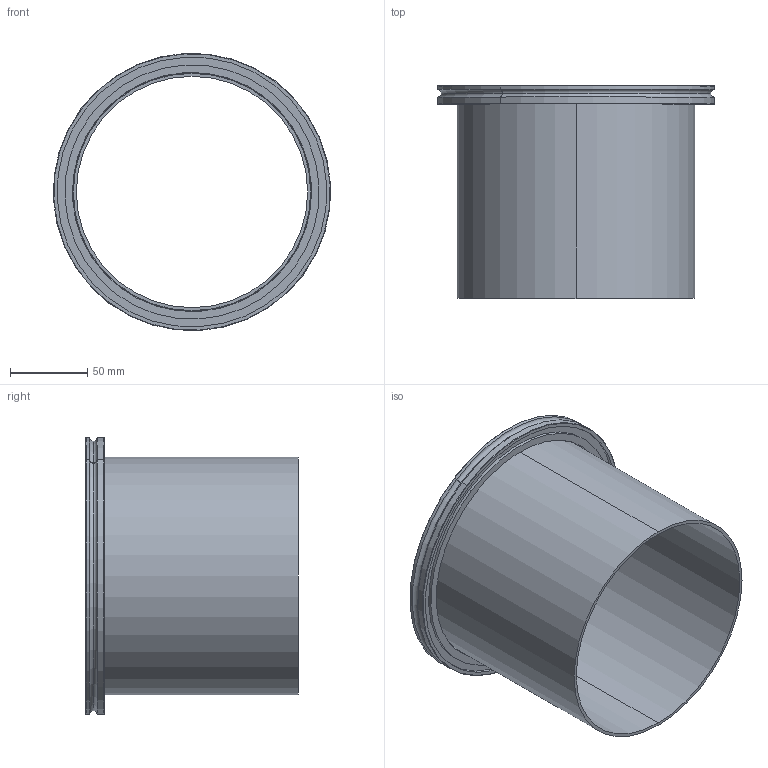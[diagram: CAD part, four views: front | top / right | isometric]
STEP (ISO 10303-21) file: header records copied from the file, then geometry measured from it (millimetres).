
FILE_DESCRIPTION (( 'STEP AP214' ), '1' );
FILE_NAME ('Hositrad_ISO160-154NH.STEP', '2012-10-26T15:31:49', ( '' ), ( '' ), 'SwSTEP 2.0', 'SolidWorks 2012', '' );
FILE_SCHEMA (( 'AUTOMOTIVE_DESIGN' ));
Length unit declared in the file: millimetre
Products named in the file (3): ISO160-W_Tube154; Tube154-131.5; Hositrad_ISO160-154NH
Assembly tree (2 placements, depth 2):
  Hositrad_ISO160-154NH
    Tube154-131.5
    ISO160-W_Tube154
Bounding box: 179.73 x 138 x 179.73 mm (x, y, z)
Volume: 198243.4 mm3; surface area: 158209.2 mm2
Topology: 2 solids, 2 shells, 40 faces, 80 edges, 48 vertices
Faces by surface type: cylinder 18, plane 8, cone 8, torus 6
Entity records: 1168 total; most frequent: DIRECTION 224, CARTESIAN_POINT 173, ORIENTED_EDGE 160, AXIS2_PLACEMENT_3D 99, EDGE_CURVE 80, CIRCLE 54, VERTEX_POINT 48, EDGE_LOOP 48
